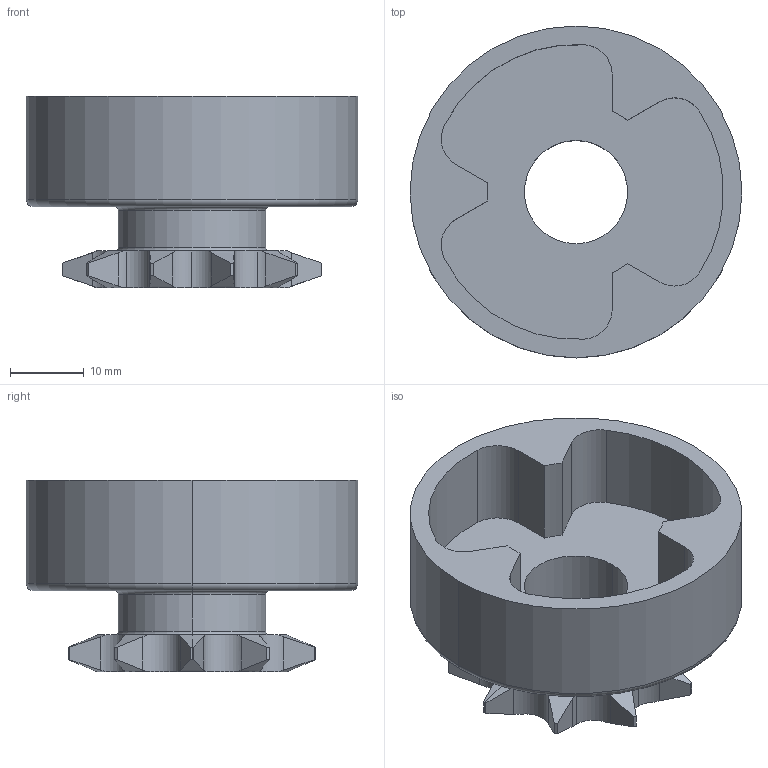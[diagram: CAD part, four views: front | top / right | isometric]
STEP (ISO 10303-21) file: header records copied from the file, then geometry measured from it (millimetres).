
FILE_DESCRIPTION (( 'STEP AP214' ), '1' );
FILE_NAME ('216ALD-Shock Absorber moyeu sproket.STEP', '2019-12-11T09:36:29', ( '' ), ( '' ), 'SwSTEP 2.0', 'SolidWorks 2016', '' );
FILE_SCHEMA (( 'AUTOMOTIVE_DESIGN' ));
Length unit declared in the file: millimetre
Products named in the file (1): 216ALD-Shock Absorber moyeu sproket
Bounding box: 45 x 45 x 26 mm (x, y, z)
Volume: 13484.6 mm3; surface area: 8776.6 mm2
Topology: 1 solids, 1 shells, 106 faces, 296 edges, 195 vertices
Faces by surface type: cylinder 67, cone 22, plane 11, torus 6
Entity records: 3571 total; most frequent: CARTESIAN_POINT 838, ORIENTED_EDGE 592, DIRECTION 559, EDGE_CURVE 296, AXIS2_PLACEMENT_3D 236, VERTEX_POINT 195, CIRCLE 129, EDGE_LOOP 111
